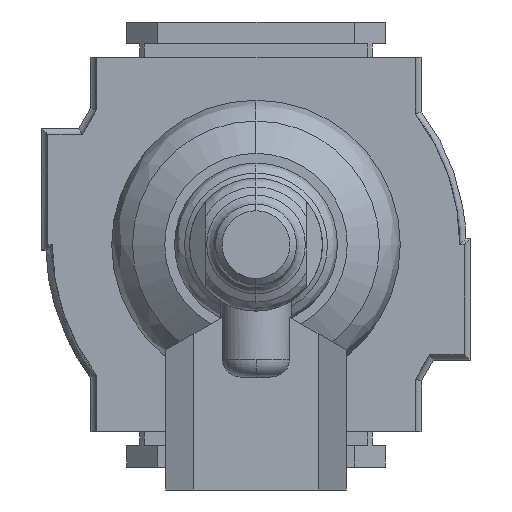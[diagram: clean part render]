
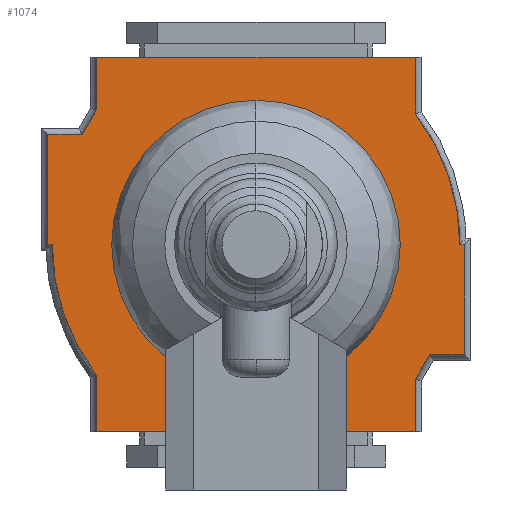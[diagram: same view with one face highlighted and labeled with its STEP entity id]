
A CAD part, front view. The second image highlights one B-rep face of the part: STEP entity #1074.
In plain terms, the highlighted face is planar.
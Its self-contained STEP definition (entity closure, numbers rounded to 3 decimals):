
#12 = VECTOR ( 'NONE', #2286, 1000. ) ;
#112 = CARTESIAN_POINT ( 'NONE',  ( 23., 30.9, 0. ) ) ;
#119 = CARTESIAN_POINT ( 'NONE',  ( 1.2, 30.9, 0. ) ) ;
#124 = VECTOR ( 'NONE', #1933, 1000. ) ;
#127 = CARTESIAN_POINT ( 'NONE',  ( -18., 30.9, -15.2 ) ) ;
#163 = CARTESIAN_POINT ( 'NONE',  ( -18., 30.9, 21.125 ) ) ;
#188 = ORIENTED_EDGE ( 'NONE', *, *, #4303, .F. ) ;
#210 = CARTESIAN_POINT ( 'NONE',  ( -23., 30.9, 0. ) ) ;
#227 = CARTESIAN_POINT ( 'NONE',  ( -18., 30.9, -21.125 ) ) ;
#347 = LINE ( 'NONE', #7564, #4464 ) ;
#388 = VECTOR ( 'NONE', #10305, 1000. ) ;
#538 = VECTOR ( 'NONE', #6711, 1000. ) ;
#871 = ORIENTED_EDGE ( 'NONE', *, *, #4856, .F. ) ;
#872 = CARTESIAN_POINT ( 'NONE',  ( 23., 30.9, 0. ) ) ;
#1074 = ADVANCED_FACE ( 'NONE', ( #4482 ), #8707, .T. ) ;
#1291 = CARTESIAN_POINT ( 'NONE',  ( -18., 30.9, -21.125 ) ) ;
#1530 = CARTESIAN_POINT ( 'NONE',  ( -18., 30.9, -15.2 ) ) ;
#1653 = DIRECTION ( 'NONE',  ( 1., 0., 0. ) ) ;
#1654 = LINE ( 'NONE', #4055, #8316 ) ;
#1733 = VERTEX_POINT ( 'NONE', #10102 ) ;
#1837 = ORIENTED_EDGE ( 'NONE', *, *, #3076, .F. ) ;
#1917 = VERTEX_POINT ( 'NONE', #3974 ) ;
#1933 = DIRECTION ( 'NONE',  ( -1., 0., 0. ) ) ;
#1953 = CARTESIAN_POINT ( 'NONE',  ( -23.5, 30.9, 0. ) ) ;
#2152 = VERTEX_POINT ( 'NONE', #163 ) ;
#2178 = DIRECTION ( 'NONE',  ( 0., 0., -1. ) ) ;
#2239 = CARTESIAN_POINT ( 'NONE',  ( -23.5, 30.9, 0. ) ) ;
#2286 = DIRECTION ( 'NONE',  ( -0.496, 0., 0.868 ) ) ;
#2699 = AXIS2_PLACEMENT_3D ( 'NONE', #119, #9846, #6770 ) ;
#2796 = CARTESIAN_POINT ( 'NONE',  ( 0., 30.9, 0. ) ) ;
#2815 = LINE ( 'NONE', #6033, #5791 ) ;
#2866 = DIRECTION ( 'NONE',  ( 0., 0., -1. ) ) ;
#2884 = ORIENTED_EDGE ( 'NONE', *, *, #3949, .F. ) ;
#2887 = LINE ( 'NONE', #6091, #3109 ) ;
#2988 = ORIENTED_EDGE ( 'NONE', *, *, #5514, .F. ) ;
#3076 = EDGE_CURVE ( 'NONE', #5866, #4471, #8315, .T. ) ;
#3109 = VECTOR ( 'NONE', #9479, 1000. ) ;
#3144 = EDGE_CURVE ( 'NONE', #3477, #3736, #6125, .T. ) ;
#3179 = CARTESIAN_POINT ( 'NONE',  ( 19.6, 30.9, 12.4 ) ) ;
#3224 = DIRECTION ( 'NONE',  ( -1., 0., 0. ) ) ;
#3281 = EDGE_CURVE ( 'NONE', #5315, #7599, #2887, .T. ) ;
#3286 = ORIENTED_EDGE ( 'NONE', *, *, #7927, .F. ) ;
#3301 = ORIENTED_EDGE ( 'NONE', *, *, #9600, .F. ) ;
#3448 = AXIS2_PLACEMENT_3D ( 'NONE', #2796, #10083, #5239 ) ;
#3477 = VERTEX_POINT ( 'NONE', #6457 ) ;
#3514 = ORIENTED_EDGE ( 'NONE', *, *, #3764, .F. ) ;
#3687 = ORIENTED_EDGE ( 'NONE', *, *, #3281, .F. ) ;
#3736 = VERTEX_POINT ( 'NONE', #3179 ) ;
#3764 = EDGE_CURVE ( 'NONE', #8375, #7180, #347, .T. ) ;
#3814 = CARTESIAN_POINT ( 'NONE',  ( 23.5, 30.9, 0. ) ) ;
#3855 = ORIENTED_EDGE ( 'NONE', *, *, #6800, .F. ) ;
#3949 = EDGE_CURVE ( 'NONE', #1733, #5315, #4864, .T. ) ;
#3974 = CARTESIAN_POINT ( 'NONE',  ( -18., 30.9, 14.731 ) ) ;
#4055 = CARTESIAN_POINT ( 'NONE',  ( 18., 30.9, 15.2 ) ) ;
#4110 = ORIENTED_EDGE ( 'NONE', *, *, #4803, .F. ) ;
#4303 = EDGE_CURVE ( 'NONE', #7180, #4939, #5845, .T. ) ;
#4316 = DIRECTION ( 'NONE',  ( 0., 0., 1. ) ) ;
#4345 = CARTESIAN_POINT ( 'NONE',  ( 18., 30.9, 15.2 ) ) ;
#4464 = VECTOR ( 'NONE', #4316, 1000. ) ;
#4471 = VERTEX_POINT ( 'NONE', #1953 ) ;
#4482 = FACE_OUTER_BOUND ( 'NONE', #7130, .T. ) ;
#4510 = VERTEX_POINT ( 'NONE', #4345 ) ;
#4544 = CIRCLE ( 'NONE', #2699, 24.2 ) ;
#4596 = LINE ( 'NONE', #2239, #8504 ) ;
#4639 = DIRECTION ( 'NONE',  ( 1., 0., 0. ) ) ;
#4803 = EDGE_CURVE ( 'NONE', #4471, #1733, #4596, .T. ) ;
#4817 = CARTESIAN_POINT ( 'NONE',  ( -23.5, 30.9, -12.4 ) ) ;
#4856 = EDGE_CURVE ( 'NONE', #8478, #2152, #7234, .T. ) ;
#4864 = LINE ( 'NONE', #4817, #6666 ) ;
#4939 = VERTEX_POINT ( 'NONE', #872 ) ;
#5156 = ORIENTED_EDGE ( 'NONE', *, *, #3144, .F. ) ;
#5239 = DIRECTION ( 'NONE',  ( 0., 0., 1. ) ) ;
#5292 = DIRECTION ( 'NONE',  ( 1., 0., 0. ) ) ;
#5315 = VERTEX_POINT ( 'NONE', #8585 ) ;
#5401 = EDGE_CURVE ( 'NONE', #7599, #10395, #5658, .T. ) ;
#5452 = CARTESIAN_POINT ( 'NONE',  ( -1.2, 30.9, 0. ) ) ;
#5496 = CARTESIAN_POINT ( 'NONE',  ( 18., 30.9, 21.125 ) ) ;
#5514 = EDGE_CURVE ( 'NONE', #4939, #8781, #7373, .T. ) ;
#5635 = VECTOR ( 'NONE', #2866, 1000. ) ;
#5658 = LINE ( 'NONE', #1530, #388 ) ;
#5791 = VECTOR ( 'NONE', #6077, 1000. ) ;
#5845 = CIRCLE ( 'NONE', #9223, 24.2 ) ;
#5866 = VERTEX_POINT ( 'NONE', #6855 ) ;
#6033 = CARTESIAN_POINT ( 'NONE',  ( 23.5, 30.9, 0. ) ) ;
#6077 = DIRECTION ( 'NONE',  ( 0., 0., 1. ) ) ;
#6091 = CARTESIAN_POINT ( 'NONE',  ( -19.6, 30.9, -12.4 ) ) ;
#6125 = LINE ( 'NONE', #8615, #124 ) ;
#6457 = CARTESIAN_POINT ( 'NONE',  ( 23.5, 30.9, 12.4 ) ) ;
#6470 = LINE ( 'NONE', #10430, #12 ) ;
#6666 = VECTOR ( 'NONE', #1653, 1000. ) ;
#6711 = DIRECTION ( 'NONE',  ( 1., 0., 0. ) ) ;
#6770 = DIRECTION ( 'NONE',  ( -1., 0., 0. ) ) ;
#6800 = EDGE_CURVE ( 'NONE', #8781, #3477, #2815, .T. ) ;
#6855 = CARTESIAN_POINT ( 'NONE',  ( -23., 30.9, 0. ) ) ;
#7130 = EDGE_LOOP ( 'NONE', ( #2988, #188, #3514, #9970, #10311, #3687, #2884, #4110, #1837, #3286, #3301, #871, #8027, #8537, #5156, #3855 ) ) ;
#7180 = VERTEX_POINT ( 'NONE', #8613 ) ;
#7234 = LINE ( 'NONE', #10335, #9678 ) ;
#7373 = LINE ( 'NONE', #112, #538 ) ;
#7407 = EDGE_CURVE ( 'NONE', #3736, #4510, #6470, .T. ) ;
#7564 = CARTESIAN_POINT ( 'NONE',  ( 18., 30.9, -21.125 ) ) ;
#7599 = VERTEX_POINT ( 'NONE', #127 ) ;
#7654 = VECTOR ( 'NONE', #5292, 1000. ) ;
#7927 = EDGE_CURVE ( 'NONE', #1917, #5866, #4544, .T. ) ;
#8027 = ORIENTED_EDGE ( 'NONE', *, *, #9147, .F. ) ;
#8066 = VECTOR ( 'NONE', #9989, 1000. ) ;
#8315 = LINE ( 'NONE', #210, #8066 ) ;
#8316 = VECTOR ( 'NONE', #9604, 1000. ) ;
#8324 = EDGE_CURVE ( 'NONE', #10395, #8375, #9446, .T. ) ;
#8375 = VERTEX_POINT ( 'NONE', #8553 ) ;
#8478 = VERTEX_POINT ( 'NONE', #5496 ) ;
#8504 = VECTOR ( 'NONE', #2178, 1000. ) ;
#8537 = ORIENTED_EDGE ( 'NONE', *, *, #7407, .F. ) ;
#8553 = CARTESIAN_POINT ( 'NONE',  ( 18., 30.9, -21.125 ) ) ;
#8568 = LINE ( 'NONE', #10141, #5635 ) ;
#8585 = CARTESIAN_POINT ( 'NONE',  ( -19.6, 30.9, -12.4 ) ) ;
#8613 = CARTESIAN_POINT ( 'NONE',  ( 18., 30.9, -14.731 ) ) ;
#8615 = CARTESIAN_POINT ( 'NONE',  ( 23.5, 30.9, 12.4 ) ) ;
#8707 = PLANE ( 'NONE',  #3448 ) ;
#8781 = VERTEX_POINT ( 'NONE', #3814 ) ;
#9147 = EDGE_CURVE ( 'NONE', #4510, #8478, #1654, .T. ) ;
#9223 = AXIS2_PLACEMENT_3D ( 'NONE', #5452, #9490, #4639 ) ;
#9446 = LINE ( 'NONE', #1291, #7654 ) ;
#9479 = DIRECTION ( 'NONE',  ( 0.496, 0., -0.868 ) ) ;
#9490 = DIRECTION ( 'NONE',  ( 0., -1., 0. ) ) ;
#9600 = EDGE_CURVE ( 'NONE', #2152, #1917, #8568, .T. ) ;
#9604 = DIRECTION ( 'NONE',  ( 0., 0., 1. ) ) ;
#9678 = VECTOR ( 'NONE', #3224, 1000. ) ;
#9846 = DIRECTION ( 'NONE',  ( 0., -1., 0. ) ) ;
#9970 = ORIENTED_EDGE ( 'NONE', *, *, #8324, .F. ) ;
#9989 = DIRECTION ( 'NONE',  ( -1., 0., 0. ) ) ;
#10083 = DIRECTION ( 'NONE',  ( 0., 1., 0. ) ) ;
#10102 = CARTESIAN_POINT ( 'NONE',  ( -23.5, 30.9, -12.4 ) ) ;
#10141 = CARTESIAN_POINT ( 'NONE',  ( -18., 30.9, 21.125 ) ) ;
#10305 = DIRECTION ( 'NONE',  ( 0., 0., -1. ) ) ;
#10311 = ORIENTED_EDGE ( 'NONE', *, *, #5401, .F. ) ;
#10335 = CARTESIAN_POINT ( 'NONE',  ( 18., 30.9, 21.125 ) ) ;
#10395 = VERTEX_POINT ( 'NONE', #227 ) ;
#10430 = CARTESIAN_POINT ( 'NONE',  ( 19.6, 30.9, 12.4 ) ) ;
